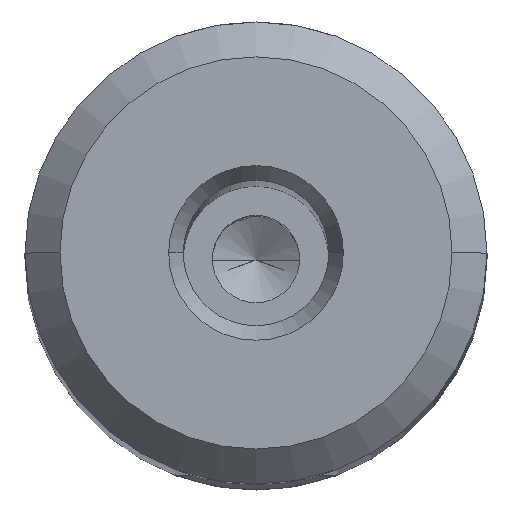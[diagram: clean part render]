
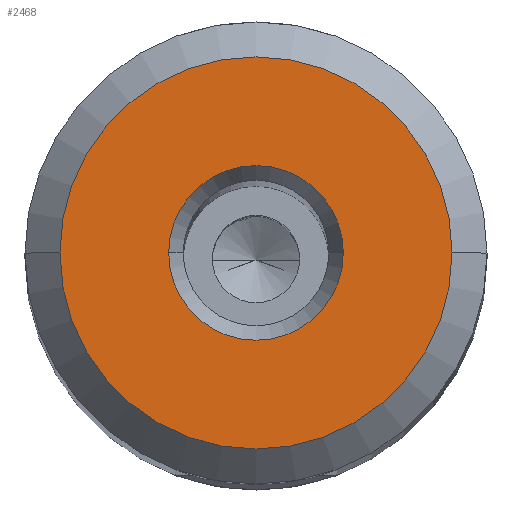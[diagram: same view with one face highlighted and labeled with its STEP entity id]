
A CAD part, top view. The second image highlights one B-rep face of the part: STEP entity #2468.
In plain terms, the highlighted planar face has unit normal (0, 0, 1).
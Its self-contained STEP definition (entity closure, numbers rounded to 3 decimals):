
#546=CARTESIAN_POINT('',(0.,0.,0.));
#547=DIRECTION('',(0.,0.,1.));
#548=DIRECTION('',(-1.,0.,0.));
#549=AXIS2_PLACEMENT_3D('',#546,#547,#548);
#554=CARTESIAN_POINT('',(0.,0.,0.));
#555=DIRECTION('',(0.,0.,1.));
#556=DIRECTION('',(1.,0.,0.));
#557=AXIS2_PLACEMENT_3D('',#554,#555,#556);
#562=CARTESIAN_POINT('',(0.,0.,0.));
#563=DIRECTION('',(0.,0.,-1.));
#564=DIRECTION('',(-1.,0.,0.));
#565=AXIS2_PLACEMENT_3D('',#562,#563,#564);
#570=CARTESIAN_POINT('',(0.,0.,0.));
#571=DIRECTION('',(0.,0.,-1.));
#572=DIRECTION('',(1.,0.,0.));
#573=AXIS2_PLACEMENT_3D('',#570,#571,#572);
#2062=CARTESIAN_POINT('',(3.,0.,0.));
#2063=VERTEX_POINT('',#2062);
#2064=CARTESIAN_POINT('',(-3.,0.,0.));
#2065=VERTEX_POINT('',#2064);
#2066=CARTESIAN_POINT('',(-6.738,0.,0.));
#2067=CARTESIAN_POINT('',(6.738,0.,0.));
#2068=VERTEX_POINT('',#2066);
#2069=VERTEX_POINT('',#2067);
#2453=CARTESIAN_POINT('',(0.,0.,0.));
#2454=DIRECTION('',(0.,0.,1.));
#2455=DIRECTION('',(1.,0.,0.));
#2456=AXIS2_PLACEMENT_3D('',#2453,#2454,#2455);
#2457=PLANE('',#2456);
#2459=ORIENTED_EDGE('',*,*,#2458,.F.);
#2461=ORIENTED_EDGE('',*,*,#2460,.F.);
#2462=EDGE_LOOP('',(#2459,#2461));
#2463=FACE_OUTER_BOUND('',#2462,.F.);
#2464=ORIENTED_EDGE('',*,*,#2432,.F.);
#2465=ORIENTED_EDGE('',*,*,#2446,.F.);
#2466=EDGE_LOOP('',(#2464,#2465));
#2467=FACE_BOUND('',#2466,.F.);
#550=CIRCLE('',#549,6.738);
#558=CIRCLE('',#557,6.738);
#566=CIRCLE('',#565,3.);
#574=CIRCLE('',#573,3.);
#2432=EDGE_CURVE('',#2065,#2063,#566,.T.);
#2446=EDGE_CURVE('',#2063,#2065,#574,.T.);
#2458=EDGE_CURVE('',#2068,#2069,#550,.T.);
#2460=EDGE_CURVE('',#2069,#2068,#558,.T.);
#2468=ADVANCED_FACE('',(#2463,#2467),#2457,.T.);
